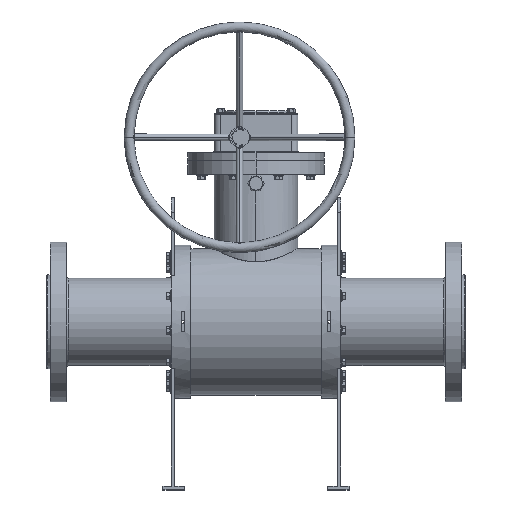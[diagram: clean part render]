
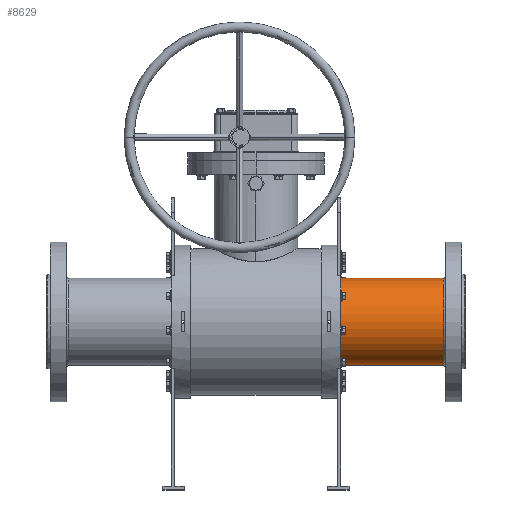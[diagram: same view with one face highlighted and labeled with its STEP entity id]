
A CAD part, top view. The second image highlights one B-rep face of the part: STEP entity #8629.
In plain terms, the highlighted cylindrical face has radius 132.5 mm (diameter 265 mm), a partial arc.
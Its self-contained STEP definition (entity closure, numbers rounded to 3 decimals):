
#1799 = CARTESIAN_POINT ( 'NONE',  ( -635., 132.5, 0. ) ) ;
#2569 = CARTESIAN_POINT ( 'NONE',  ( -635., 0., 0. ) ) ;
#2773 = DIRECTION ( 'NONE',  ( -1., 0., 0. ) ) ;
#3909 = DIRECTION ( 'NONE',  ( -1., 0., 0. ) ) ;
#4525 = FACE_OUTER_BOUND ( 'NONE', #14152, .T. ) ;
#4837 = CARTESIAN_POINT ( 'NONE',  ( -635., -132.5, 0. ) ) ;
#6485 = ORIENTED_EDGE ( 'NONE', *, *, #25642, .T. ) ;
#6531 = CARTESIAN_POINT ( 'NONE',  ( 570., 0., 0. ) ) ;
#8267 = CARTESIAN_POINT ( 'NONE',  ( 257.5, -132.5, 0. ) ) ;
#8629 = ADVANCED_FACE ( 'NONE', ( #4525 ), #23731, .T. ) ;
#9036 = LINE ( 'NONE', #4837, #24921 ) ;
#10064 = CARTESIAN_POINT ( 'NONE',  ( 257.5, 132.5, 0. ) ) ;
#10264 = DIRECTION ( 'NONE',  ( 0., 0., -1. ) ) ;
#10402 = ORIENTED_EDGE ( 'NONE', *, *, #11283, .T. ) ;
#11075 = AXIS2_PLACEMENT_3D ( 'NONE', #2569, #27492, #25538 ) ;
#11283 = EDGE_CURVE ( 'NONE', #14784, #21973, #11957, .T. ) ;
#11957 = CIRCLE ( 'NONE', #22634, 132.5 ) ;
#12226 = DIRECTION ( 'NONE',  ( -1., 0., 0. ) ) ;
#12347 = DIRECTION ( 'NONE',  ( 1., 0., 0. ) ) ;
#14152 = EDGE_LOOP ( 'NONE', ( #6485, #17767, #10402, #17601 ) ) ;
#14510 = EDGE_CURVE ( 'NONE', #17666, #21973, #9036, .T. ) ;
#14784 = VERTEX_POINT ( 'NONE', #10064 ) ;
#16042 = AXIS2_PLACEMENT_3D ( 'NONE', #6531, #3909, #22841 ) ;
#16415 = VERTEX_POINT ( 'NONE', #22229 ) ;
#17601 = ORIENTED_EDGE ( 'NONE', *, *, #14510, .F. ) ;
#17666 = VERTEX_POINT ( 'NONE', #19112 ) ;
#17767 = ORIENTED_EDGE ( 'NONE', *, *, #27019, .T. ) ;
#19112 = CARTESIAN_POINT ( 'NONE',  ( 570., -132.5, 0. ) ) ;
#20998 = LINE ( 'NONE', #1799, #26288 ) ;
#21973 = VERTEX_POINT ( 'NONE', #8267 ) ;
#22229 = CARTESIAN_POINT ( 'NONE',  ( 570., 132.5, 0. ) ) ;
#22634 = AXIS2_PLACEMENT_3D ( 'NONE', #27117, #12347, #10264 ) ;
#22841 = DIRECTION ( 'NONE',  ( 0., 1., 0. ) ) ;
#23731 = CYLINDRICAL_SURFACE ( 'NONE', #11075, 132.5 ) ;
#24025 = CIRCLE ( 'NONE', #16042, 132.5 ) ;
#24921 = VECTOR ( 'NONE', #2773, 1000. ) ;
#25538 = DIRECTION ( 'NONE',  ( 0., -1., 0. ) ) ;
#25642 = EDGE_CURVE ( 'NONE', #17666, #16415, #24025, .T. ) ;
#26288 = VECTOR ( 'NONE', #12226, 1000. ) ;
#27019 = EDGE_CURVE ( 'NONE', #16415, #14784, #20998, .T. ) ;
#27117 = CARTESIAN_POINT ( 'NONE',  ( 257.5, 0., 0. ) ) ;
#27492 = DIRECTION ( 'NONE',  ( -1., 0., 0. ) ) ;
